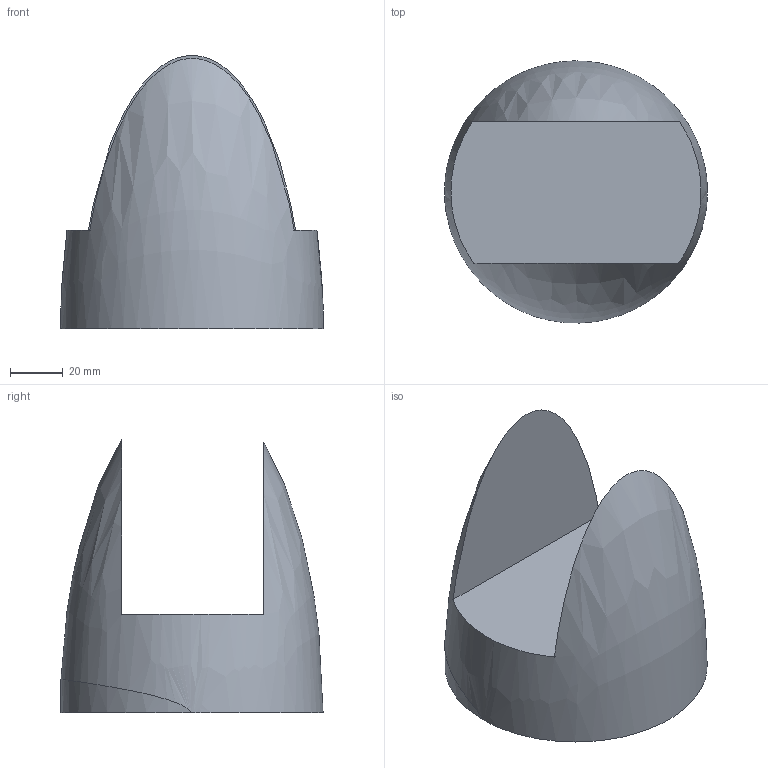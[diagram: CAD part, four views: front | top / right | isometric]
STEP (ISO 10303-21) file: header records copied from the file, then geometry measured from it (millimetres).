
FILE_DESCRIPTION(/* description */ (''),/* implementation_level */ '2;1');
FILE_NAME(/* name */ 'Part-Upper-2.stp',/* time_stamp */ '2018-03-18T06:46:13+05:00',/* author */ (''),/* organization */ (''),/* preprocessor_version */ 'ST-DEVELOPER v15.2',/* originating_system */ 'Autodesk Translator Framework v2.0.0.5431',/* authorisation */ '');
FILE_SCHEMA (('AUTOMOTIVE_DESIGN { 1 0 10303 214 3 1 1 }'));
Length unit declared in the file: centimetre
Products named in the file (1): Part-Upper-2
Bounding box: 100 x 99.68 x 103.84 mm (x, y, z)
Volume: 291338.2 mm3; surface area: 44272.9 mm2
Topology: 1 solids, 1 shells, 8 faces, 16 edges, 12 vertices
Faces by surface type: plane 5, cylinder 2, bspline 1
Full cylindrical faces by diameter (mm): 70 x1
Entity records: 400 total; most frequent: CARTESIAN_POINT 231, ORIENTED_EDGE 30, DIRECTION 24, EDGE_CURVE 15, VERTEX_POINT 12, EDGE_LOOP 11, AXIS2_PLACEMENT_3D 11, B_SPLINE_CURVE_WITH_KNOTS 10
